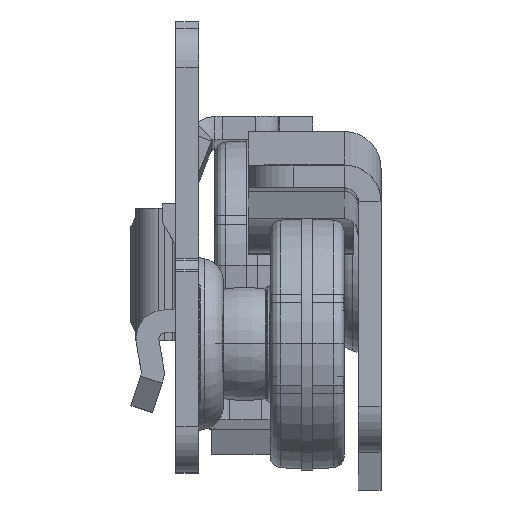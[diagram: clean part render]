
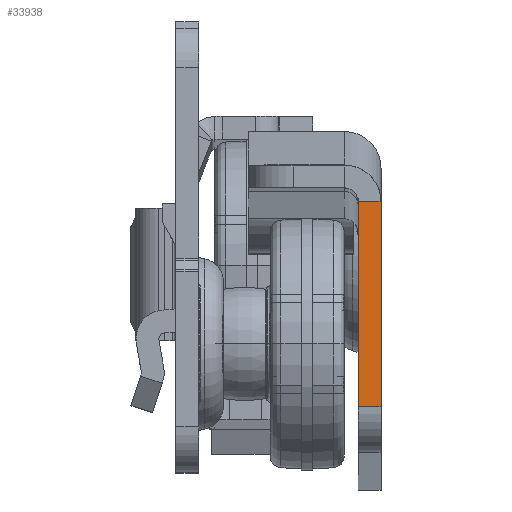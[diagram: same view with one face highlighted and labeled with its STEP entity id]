
A CAD part, top view. The second image highlights one B-rep face of the part: STEP entity #33938.
In plain terms, the highlighted face is planar.
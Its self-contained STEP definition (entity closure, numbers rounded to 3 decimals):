
#172 = LINE ( 'NONE', #17184, #52204 ) ;
#3110 = CARTESIAN_POINT ( 'NONE',  ( -2., -7.75, 545.5 ) ) ;
#6275 = CARTESIAN_POINT ( 'NONE',  ( 0., 10.226, 545.5 ) ) ;
#7185 = CARTESIAN_POINT ( 'NONE',  ( 0., -7.75, 545.5 ) ) ;
#7240 = PLANE ( 'NONE',  #46082 ) ;
#9149 = ORIENTED_EDGE ( 'NONE', *, *, #27013, .F. ) ;
#10041 = VERTEX_POINT ( 'NONE', #7185 ) ;
#11894 = VECTOR ( 'NONE', #51096, 1000. ) ;
#14691 = VERTEX_POINT ( 'NONE', #3110 ) ;
#15085 = DIRECTION ( 'NONE',  ( 0., 0., 1. ) ) ;
#16420 = VERTEX_POINT ( 'NONE', #26827 ) ;
#16886 = ORIENTED_EDGE ( 'NONE', *, *, #34646, .T. ) ;
#17184 = CARTESIAN_POINT ( 'NONE',  ( -2., 10.226, 545.5 ) ) ;
#20248 = VERTEX_POINT ( 'NONE', #6275 ) ;
#21089 = DIRECTION ( 'NONE',  ( 0., -1., 0. ) ) ;
#22519 = EDGE_CURVE ( 'NONE', #16420, #20248, #172, .T. ) ;
#24063 = CARTESIAN_POINT ( 'NONE',  ( -2., -11.75, 545.5 ) ) ;
#26827 = CARTESIAN_POINT ( 'NONE',  ( -2., 10.226, 545.5 ) ) ;
#27013 = EDGE_CURVE ( 'NONE', #20248, #10041, #28934, .T. ) ;
#27463 = EDGE_CURVE ( 'NONE', #14691, #10041, #42173, .T. ) ;
#28641 = DIRECTION ( 'NONE',  ( 0., -1., 0. ) ) ;
#28829 = ORIENTED_EDGE ( 'NONE', *, *, #22519, .F. ) ;
#28934 = LINE ( 'NONE', #41158, #40407 ) ;
#33938 = ADVANCED_FACE ( 'NONE', ( #34949 ), #7240, .T. ) ;
#34039 = CARTESIAN_POINT ( 'NONE',  ( -2., -7.75, 545.5 ) ) ;
#34646 = EDGE_CURVE ( 'NONE', #16420, #14691, #49254, .T. ) ;
#34949 = FACE_OUTER_BOUND ( 'NONE', #52320, .T. ) ;
#37497 = DIRECTION ( 'NONE',  ( 1., 0., 0. ) ) ;
#39692 = ORIENTED_EDGE ( 'NONE', *, *, #27463, .T. ) ;
#40407 = VECTOR ( 'NONE', #21089, 1000. ) ;
#40830 = VECTOR ( 'NONE', #28641, 1000. ) ;
#41158 = CARTESIAN_POINT ( 'NONE',  ( 0., -11.75, 545.5 ) ) ;
#42173 = LINE ( 'NONE', #34039, #11894 ) ;
#43065 = CARTESIAN_POINT ( 'NONE',  ( -2., -11.75, 545.5 ) ) ;
#46082 = AXIS2_PLACEMENT_3D ( 'NONE', #43065, #15085, #51458 ) ;
#49254 = LINE ( 'NONE', #24063, #40830 ) ;
#51096 = DIRECTION ( 'NONE',  ( 1., 0., 0. ) ) ;
#51458 = DIRECTION ( 'NONE',  ( 1., 0., 0. ) ) ;
#52204 = VECTOR ( 'NONE', #37497, 1000. ) ;
#52320 = EDGE_LOOP ( 'NONE', ( #28829, #16886, #39692, #9149 ) ) ;
